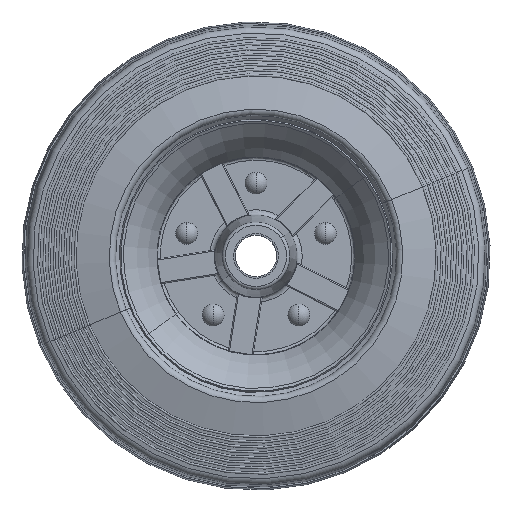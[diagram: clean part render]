
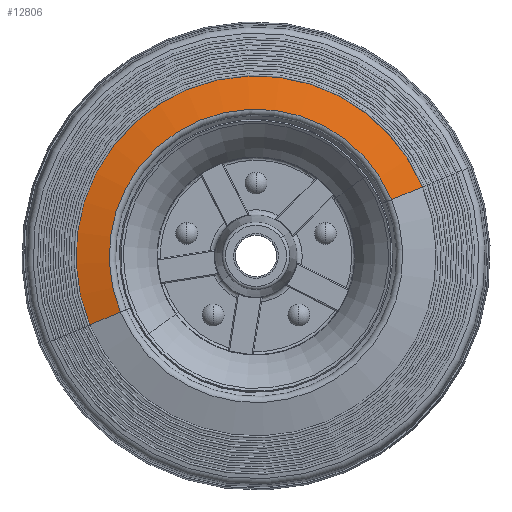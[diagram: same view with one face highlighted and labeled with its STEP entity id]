
A CAD part, top view. The second image highlights one B-rep face of the part: STEP entity #12806.
In plain terms, the highlighted conical face has half-angle 75.646 degrees and reference radius 86.516 mm.
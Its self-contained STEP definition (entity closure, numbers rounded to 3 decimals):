
#71 = CARTESIAN_POINT ( 'NONE',  ( -79.917, -33.172, 24.403 ) ) ;
#159 = DIRECTION ( 'NONE',  ( -0.895, -0.371, -0.248 ) ) ;
#1333 = VERTEX_POINT ( 'NONE', #12735 ) ;
#1508 = DIRECTION ( 'NONE',  ( 0., 0., 1. ) ) ;
#2110 = DIRECTION ( 'NONE',  ( 0., 0., -1. ) ) ;
#2753 = ORIENTED_EDGE ( 'NONE', *, *, #7635, .F. ) ;
#3217 = DIRECTION ( 'NONE',  ( -0.924, -0.383, 0. ) ) ;
#4302 = CARTESIAN_POINT ( 'NONE',  ( 79.917, 33.108, 24.403 ) ) ;
#4701 = DIRECTION ( 'NONE',  ( 0.924, 0.383, 0. ) ) ;
#5116 = VERTEX_POINT ( 'NONE', #15915 ) ;
#5261 = AXIS2_PLACEMENT_3D ( 'NONE', #5829, #1508, #5733 ) ;
#5564 = CONICAL_SURFACE ( 'NONE', #13247, 86.516, 1.32 ) ;
#5733 = DIRECTION ( 'NONE',  ( -0.924, -0.383, 0. ) ) ;
#5737 = LINE ( 'NONE', #71, #15613 ) ;
#5829 = CARTESIAN_POINT ( 'NONE',  ( 0., -0.032, 24.403 ) ) ;
#6145 = FACE_OUTER_BOUND ( 'NONE', #13334, .T. ) ;
#7635 = EDGE_CURVE ( 'NONE', #13398, #14152, #5737, .T. ) ;
#8699 = LINE ( 'NONE', #4302, #11150 ) ;
#9827 = ORIENTED_EDGE ( 'NONE', *, *, #12254, .T. ) ;
#9897 = DIRECTION ( 'NONE',  ( 0.895, 0.371, -0.248 ) ) ;
#10039 = ORIENTED_EDGE ( 'NONE', *, *, #11319, .F. ) ;
#11133 = CARTESIAN_POINT ( 'NONE',  ( 0., -0.032, 28.502 ) ) ;
#11150 = VECTOR ( 'NONE', #9897, 1000. ) ;
#11319 = EDGE_CURVE ( 'NONE', #1333, #13398, #14317, .T. ) ;
#11706 = CARTESIAN_POINT ( 'NONE',  ( 0., -0.032, 24.403 ) ) ;
#11839 = ORIENTED_EDGE ( 'NONE', *, *, #16335, .T. ) ;
#12022 = CARTESIAN_POINT ( 'NONE',  ( -65.123, -27.037, 28.502 ) ) ;
#12254 = EDGE_CURVE ( 'NONE', #5116, #14152, #13788, .T. ) ;
#12735 = CARTESIAN_POINT ( 'NONE',  ( 65.123, 26.973, 28.502 ) ) ;
#12806 = ADVANCED_FACE ( 'NONE', ( #6145 ), #5564, .T. ) ;
#13247 = AXIS2_PLACEMENT_3D ( 'NONE', #11706, #2110, #4701 ) ;
#13334 = EDGE_LOOP ( 'NONE', ( #2753, #10039, #11839, #9827 ) ) ;
#13398 = VERTEX_POINT ( 'NONE', #12022 ) ;
#13788 = CIRCLE ( 'NONE', #5261, 86.516 ) ;
#14152 = VERTEX_POINT ( 'NONE', #17132 ) ;
#14317 = CIRCLE ( 'NONE', #14631, 70.5 ) ;
#14631 = AXIS2_PLACEMENT_3D ( 'NONE', #11133, #16715, #3217 ) ;
#15613 = VECTOR ( 'NONE', #159, 1000. ) ;
#15915 = CARTESIAN_POINT ( 'NONE',  ( 79.917, 33.108, 24.403 ) ) ;
#16335 = EDGE_CURVE ( 'NONE', #1333, #5116, #8699, .T. ) ;
#16715 = DIRECTION ( 'NONE',  ( 0., 0., 1. ) ) ;
#17132 = CARTESIAN_POINT ( 'NONE',  ( -79.917, -33.172, 24.403 ) ) ;
